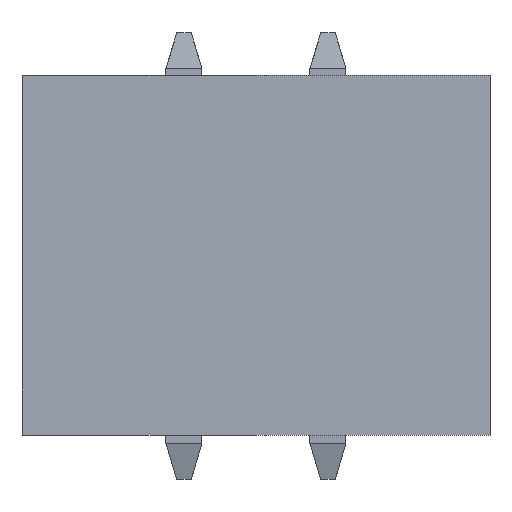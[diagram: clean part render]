
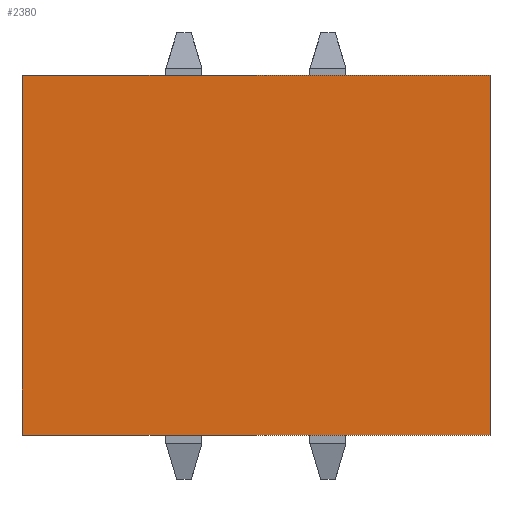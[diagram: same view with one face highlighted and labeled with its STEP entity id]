
A CAD part, top view. The second image highlights one B-rep face of the part: STEP entity #2380.
In plain terms, the highlighted planar face has unit normal (0, 0, 1).
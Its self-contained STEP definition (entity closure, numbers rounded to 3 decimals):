
#615=ORIENTED_EDGE('',*,*,#998,.T.);
#616=ORIENTED_EDGE('',*,*,#965,.F.);
#617=ORIENTED_EDGE('',*,*,#996,.F.);
#618=ORIENTED_EDGE('',*,*,#969,.T.);
#965=EDGE_CURVE('',#1201,#1202,#1497,.T.);
#969=EDGE_CURVE('',#1206,#1205,#1501,.T.);
#996=EDGE_CURVE('',#1206,#1201,#1525,.T.);
#998=EDGE_CURVE('',#1205,#1202,#1527,.T.);
#1201=VERTEX_POINT('',#3691);
#1202=VERTEX_POINT('',#3693);
#1205=VERTEX_POINT('',#3700);
#1206=VERTEX_POINT('',#3702);
#1497=LINE('',#3692,#1815);
#1501=LINE('',#3701,#1819);
#1525=LINE('',#3754,#1843);
#1527=LINE('',#3758,#1845);
#1815=VECTOR('',#3037,1000.);
#1819=VECTOR('',#3043,1000.);
#1843=VECTOR('',#3075,1000.);
#1845=VECTOR('',#3079,1000.);
#1999=EDGE_LOOP('',(#615,#616,#617,#618));
#2133=FACE_BOUND('',#1999,.T.);
#2257=PLANE('',#2557);
#2380=ADVANCED_FACE('',(#2133),#2257,.F.);
#2557=AXIS2_PLACEMENT_3D('',#3806,#3107,#3108);
#3037=DIRECTION('',(0.,1.,0.));
#3043=DIRECTION('',(0.,1.,0.));
#3075=DIRECTION('',(-1.,0.,0.));
#3079=DIRECTION('',(-1.,0.,0.));
#3107=DIRECTION('',(0.,0.,-1.));
#3108=DIRECTION('',(-1.,0.,0.));
#3691=CARTESIAN_POINT('',(-2.5,-3.25,2.25));
#3692=CARTESIAN_POINT('',(-2.5,-3.25,2.25));
#3693=CARTESIAN_POINT('',(-2.5,3.25,2.25));
#3700=CARTESIAN_POINT('',(2.5,3.25,2.25));
#3701=CARTESIAN_POINT('',(2.5,-3.25,2.25));
#3702=CARTESIAN_POINT('',(2.5,-3.25,2.25));
#3754=CARTESIAN_POINT('',(2.5,-3.25,2.25));
#3758=CARTESIAN_POINT('',(2.5,3.25,2.25));
#3806=CARTESIAN_POINT('',(2.5,-3.25,2.25));
